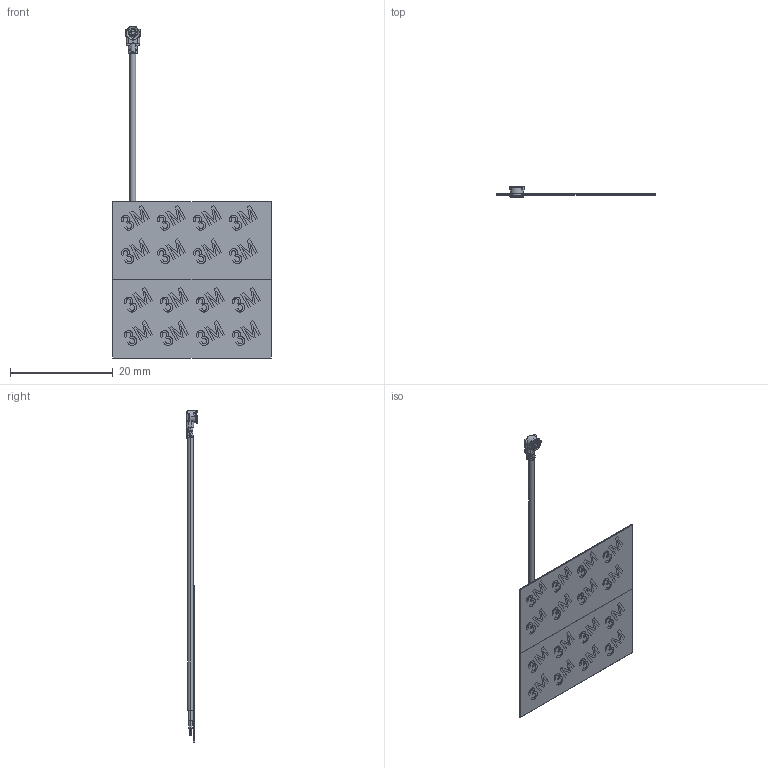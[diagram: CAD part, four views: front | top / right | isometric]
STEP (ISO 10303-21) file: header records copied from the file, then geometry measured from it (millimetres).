
FILE_DESCRIPTION (( 'STEP AP214' ), '1' );
FILE_NAME ('FXP72.07.0053A_web.STEP', '2022-03-15T15:41:08', ( '' ), ( '' ), 'SwSTEP 2.0', 'SolidWorks 2018', '' );
FILE_SCHEMA (( 'AUTOMOTIVE_DESIGN' ));
Length unit declared in the file: millimetre
Products named in the file (1): FXP72.07.0053A_web
Bounding box: 30.9 x 2.1 x 64.55 mm (x, y, z)
Surface area: 2180.1 mm2 (no closed solid volume)
Topology: 0 solids, 35 shells, 700 faces, 3932 edges, 3093 vertices
Faces by surface type: plane 448, bspline 162, cylinder 71, cone 19
Entity records: 56176 total; most frequent: CARTESIAN_POINT 22617, ORIENTED_EDGE 5291, EDGE_CURVE 3928, DIRECTION 3720, VERTEX_POINT 3093, VECTOR 2338, LINE 2338, B_SPLINE_CURVE_WITH_KNOTS 1227
